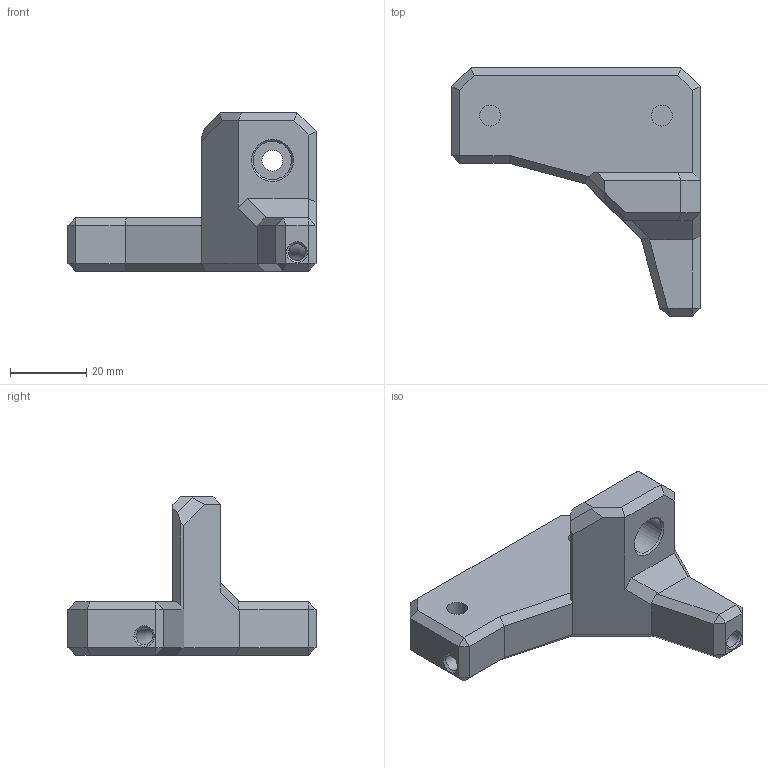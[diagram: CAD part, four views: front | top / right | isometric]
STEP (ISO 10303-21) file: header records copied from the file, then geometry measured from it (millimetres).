
FILE_DESCRIPTION(/* description */ ('STEP AP214'),/* implementation_level */ '2;1');
FILE_NAME(/* name */ '61520fb6b645bf45473ce99c',/* time_stamp */ '2021-09-27T18:38:47+00:00',/* author */ (''),/* organization */ (''),/* preprocessor_version */ 'ST-DEVELOPER v18.1',/* originating_system */ ' ',/* authorisation */ ' ');
FILE_SCHEMA (('AUTOMOTIVE_DESIGN {1 0 10303 214 3 1 1}'));
Length unit declared in the file: metre
Products named in the file (1): 3030_spool_holder_guide v9
Bounding box: 65 x 65 x 41.5 mm (x, y, z)
Volume: 37918.4 mm3; surface area: 11536.6 mm2
Topology: 1 solids, 1 shells, 78 faces, 171 edges, 100 vertices
Faces by surface type: plane 65, cylinder 7, cone 4, bspline 1, torus 1
Full cylindrical faces by diameter (mm): 4.4 x1, 5.5 x3, 9.5 x2, 10 x1
Entity records: 2084 total; most frequent: CARTESIAN_POINT 419, DIRECTION 327, ORIENTED_EDGE 310, EDGE_CURVE 155, LINE 135, VECTOR 135, EDGE_LOOP 100, FACE_BOUND 100
